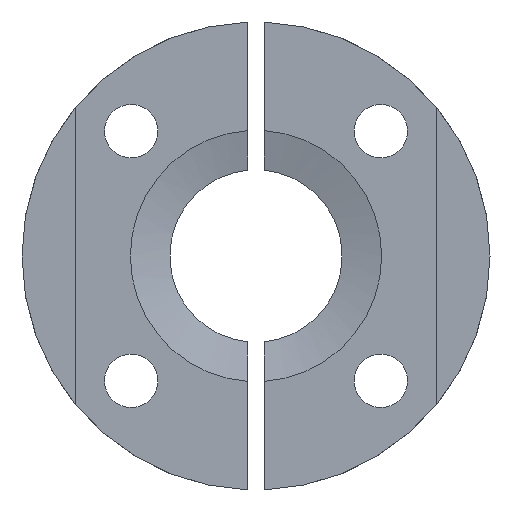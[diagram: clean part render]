
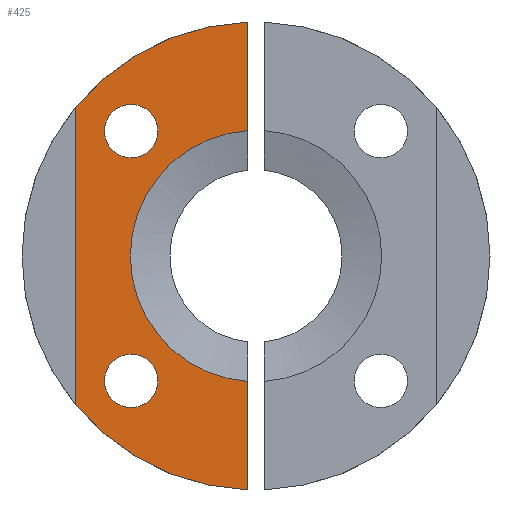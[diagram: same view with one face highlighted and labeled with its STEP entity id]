
A CAD part, front view. The second image highlights one B-rep face of the part: STEP entity #425.
In plain terms, the highlighted planar face has unit normal (0, -1, 0).
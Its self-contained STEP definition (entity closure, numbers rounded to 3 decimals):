
#5 = EDGE_CURVE ( 'NONE', #760, #1040, #413, .T. ) ;
#11 = CIRCLE ( 'NONE', #329, 28.5 ) ;
#14 = DIRECTION ( 'NONE',  ( 0., -1., 0. ) ) ;
#15 = FACE_BOUND ( 'NONE', #410, .T. ) ;
#23 = CARTESIAN_POINT ( 'NONE',  ( -18.453, 2., 15.203 ) ) ;
#30 = FACE_BOUND ( 'NONE', #634, .T. ) ;
#31 = EDGE_CURVE ( 'NONE', #607, #799, #399, .T. ) ;
#39 = DIRECTION ( 'NONE',  ( 0., 0., -1. ) ) ;
#46 = EDGE_CURVE ( 'NONE', #948, #760, #357, .T. ) ;
#62 = CARTESIAN_POINT ( 'NONE',  ( -22., 2., -28.5 ) ) ;
#86 = CARTESIAN_POINT ( 'NONE',  ( -1., 2., 15.267 ) ) ;
#87 = CIRCLE ( 'NONE', #1037, 3.25 ) ;
#93 = CARTESIAN_POINT ( 'NONE',  ( -11.953, 2., 15.203 ) ) ;
#98 = DIRECTION ( 'NONE',  ( 0., 0., -1. ) ) ;
#109 = VERTEX_POINT ( 'NONE', #201 ) ;
#112 = VECTOR ( 'NONE', #1136, 1000. ) ;
#133 = AXIS2_PLACEMENT_3D ( 'NONE', #534, #564, #553 ) ;
#134 = LINE ( 'NONE', #62, #112 ) ;
#158 = CARTESIAN_POINT ( 'NONE',  ( -1., 2., -28.482 ) ) ;
#175 = EDGE_CURVE ( 'NONE', #196, #945, #210, .T. ) ;
#196 = VERTEX_POINT ( 'NONE', #23 ) ;
#201 = CARTESIAN_POINT ( 'NONE',  ( -1., 2., 28.482 ) ) ;
#210 = CIRCLE ( 'NONE', #133, 3.25 ) ;
#217 = AXIS2_PLACEMENT_3D ( 'NONE', #431, #427, #423 ) ;
#255 = EDGE_CURVE ( 'NONE', #306, #473, #134, .T. ) ;
#257 = ORIENTED_EDGE ( 'NONE', *, *, #46, .F. ) ;
#270 = VECTOR ( 'NONE', #39, 1000. ) ;
#301 = LINE ( 'NONE', #640, #270 ) ;
#304 = ORIENTED_EDGE ( 'NONE', *, *, #405, .F. ) ;
#306 = VERTEX_POINT ( 'NONE', #1064 ) ;
#312 = EDGE_CURVE ( 'NONE', #945, #196, #87, .T. ) ;
#327 = CARTESIAN_POINT ( 'NONE',  ( -22., 2., 18.118 ) ) ;
#329 = AXIS2_PLACEMENT_3D ( 'NONE', #545, #531, #500 ) ;
#355 = CARTESIAN_POINT ( 'NONE',  ( 0., 2., 0. ) ) ;
#357 = CIRCLE ( 'NONE', #1022, 15.3 ) ;
#361 = AXIS2_PLACEMENT_3D ( 'NONE', #989, #14, #1093 ) ;
#399 = CIRCLE ( 'NONE', #361, 3.25 ) ;
#405 = EDGE_CURVE ( 'NONE', #1040, #306, #11, .T. ) ;
#410 = EDGE_LOOP ( 'NONE', ( #573, #1052 ) ) ;
#412 = VECTOR ( 'NONE', #98, 1000. ) ;
#413 = LINE ( 'NONE', #690, #412 ) ;
#423 = DIRECTION ( 'NONE',  ( -1., 0., 0. ) ) ;
#424 = ORIENTED_EDGE ( 'NONE', *, *, #312, .F. ) ;
#425 = ADVANCED_FACE ( 'NONE', ( #15, #30, #1174 ), #570, .F. ) ;
#427 = DIRECTION ( 'NONE',  ( 0., -1., 0. ) ) ;
#431 = CARTESIAN_POINT ( 'NONE',  ( -15.203, 2., -15.203 ) ) ;
#440 = DIRECTION ( 'NONE',  ( 0., -1., 0. ) ) ;
#473 = VERTEX_POINT ( 'NONE', #327 ) ;
#483 = DIRECTION ( 'NONE',  ( -1., 0., 0. ) ) ;
#500 = DIRECTION ( 'NONE',  ( -1., 0., 0. ) ) ;
#508 = DIRECTION ( 'NONE',  ( 0., -1., 0. ) ) ;
#511 = EDGE_CURVE ( 'NONE', #109, #948, #301, .T. ) ;
#520 = DIRECTION ( 'NONE',  ( 0., 1., 0. ) ) ;
#531 = DIRECTION ( 'NONE',  ( 0., 1., 0. ) ) ;
#534 = CARTESIAN_POINT ( 'NONE',  ( -15.203, 2., 15.203 ) ) ;
#536 = CARTESIAN_POINT ( 'NONE',  ( -15.203, 2., -11.953 ) ) ;
#545 = CARTESIAN_POINT ( 'NONE',  ( 0., 2., 0. ) ) ;
#553 = DIRECTION ( 'NONE',  ( -1., 0., 0. ) ) ;
#556 = CIRCLE ( 'NONE', #1200, 28.5 ) ;
#558 = DIRECTION ( 'NONE',  ( -1., 0., 0. ) ) ;
#564 = DIRECTION ( 'NONE',  ( 0., -1., 0. ) ) ;
#565 = DIRECTION ( 'NONE',  ( 0., 1., 0. ) ) ;
#568 = CARTESIAN_POINT ( 'NONE',  ( 0., 2., 0. ) ) ;
#570 = PLANE ( 'NONE',  #1219 ) ;
#573 = ORIENTED_EDGE ( 'NONE', *, *, #826, .F. ) ;
#588 = CARTESIAN_POINT ( 'NONE',  ( -22., 2., -28.5 ) ) ;
#607 = VERTEX_POINT ( 'NONE', #999 ) ;
#634 = EDGE_LOOP ( 'NONE', ( #424, #687 ) ) ;
#640 = CARTESIAN_POINT ( 'NONE',  ( -1., 2., 28.482 ) ) ;
#684 = CARTESIAN_POINT ( 'NONE',  ( -1., 2., -15.267 ) ) ;
#687 = ORIENTED_EDGE ( 'NONE', *, *, #175, .F. ) ;
#690 = CARTESIAN_POINT ( 'NONE',  ( -1., 2., 28.482 ) ) ;
#706 = CIRCLE ( 'NONE', #217, 3.25 ) ;
#740 = DIRECTION ( 'NONE',  ( -1., 0., 0. ) ) ;
#760 = VERTEX_POINT ( 'NONE', #684 ) ;
#783 = EDGE_CURVE ( 'NONE', #473, #109, #556, .T. ) ;
#799 = VERTEX_POINT ( 'NONE', #536 ) ;
#808 = ORIENTED_EDGE ( 'NONE', *, *, #511, .F. ) ;
#826 = EDGE_CURVE ( 'NONE', #799, #607, #706, .T. ) ;
#873 = ORIENTED_EDGE ( 'NONE', *, *, #5, .F. ) ;
#945 = VERTEX_POINT ( 'NONE', #93 ) ;
#948 = VERTEX_POINT ( 'NONE', #86 ) ;
#978 = EDGE_LOOP ( 'NONE', ( #1043, #304, #873, #257, #808, #1042 ) ) ;
#981 = DIRECTION ( 'NONE',  ( -1., 0., 0. ) ) ;
#989 = CARTESIAN_POINT ( 'NONE',  ( -15.203, 2., -15.203 ) ) ;
#991 = CARTESIAN_POINT ( 'NONE',  ( -15.203, 2., 15.203 ) ) ;
#999 = CARTESIAN_POINT ( 'NONE',  ( -15.203, 2., -18.453 ) ) ;
#1022 = AXIS2_PLACEMENT_3D ( 'NONE', #355, #440, #740 ) ;
#1037 = AXIS2_PLACEMENT_3D ( 'NONE', #991, #508, #981 ) ;
#1040 = VERTEX_POINT ( 'NONE', #158 ) ;
#1042 = ORIENTED_EDGE ( 'NONE', *, *, #783, .F. ) ;
#1043 = ORIENTED_EDGE ( 'NONE', *, *, #255, .F. ) ;
#1052 = ORIENTED_EDGE ( 'NONE', *, *, #31, .F. ) ;
#1064 = CARTESIAN_POINT ( 'NONE',  ( -22., 2., -18.118 ) ) ;
#1093 = DIRECTION ( 'NONE',  ( -1., 0., 0. ) ) ;
#1136 = DIRECTION ( 'NONE',  ( 0., 0., 1. ) ) ;
#1174 = FACE_OUTER_BOUND ( 'NONE', #978, .T. ) ;
#1200 = AXIS2_PLACEMENT_3D ( 'NONE', #568, #565, #558 ) ;
#1219 = AXIS2_PLACEMENT_3D ( 'NONE', #588, #520, #483 ) ;
